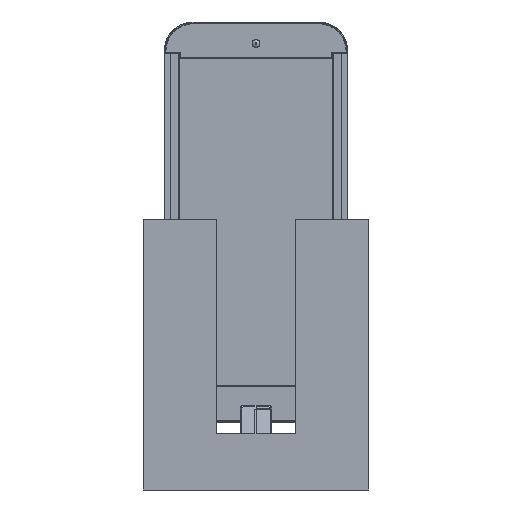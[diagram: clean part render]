
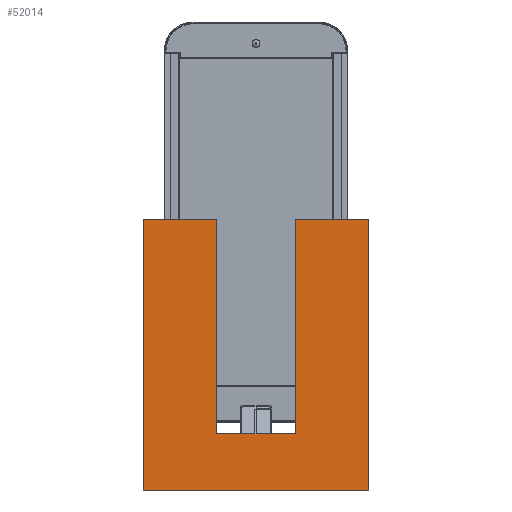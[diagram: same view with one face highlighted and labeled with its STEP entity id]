
A CAD part, front view. The second image highlights one B-rep face of the part: STEP entity #52014.
In plain terms, the highlighted face is planar.
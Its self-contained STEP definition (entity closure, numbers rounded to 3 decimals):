
#900 = VECTOR ( 'NONE', #20960, 1000. ) ;
#1042 = DIRECTION ( 'NONE',  ( 0., -1., 0. ) ) ;
#1960 = LINE ( 'NONE', #5754, #24032 ) ;
#2933 = CARTESIAN_POINT ( 'NONE',  ( -200., 240., 0. ) ) ;
#3164 = FACE_OUTER_BOUND ( 'NONE', #51339, .T. ) ;
#3316 = CARTESIAN_POINT ( 'NONE',  ( -200., -240., 0. ) ) ;
#4572 = EDGE_CURVE ( 'NONE', #50473, #10898, #4943, .T. ) ;
#4833 = CARTESIAN_POINT ( 'NONE',  ( -200., -220., 0. ) ) ;
#4943 = LINE ( 'NONE', #38289, #57452 ) ;
#5726 = LINE ( 'NONE', #11723, #900 ) ;
#5754 = CARTESIAN_POINT ( 'NONE',  ( -70., 220., 0. ) ) ;
#8384 = VERTEX_POINT ( 'NONE', #49357 ) ;
#10510 = VECTOR ( 'NONE', #37374, 1000. ) ;
#10812 = CARTESIAN_POINT ( 'NONE',  ( -180., 240., 0. ) ) ;
#10898 = VERTEX_POINT ( 'NONE', #34735 ) ;
#11300 = EDGE_CURVE ( 'NONE', #15507, #28720, #5726, .T. ) ;
#11723 = CARTESIAN_POINT ( 'NONE',  ( 180., 240., 0. ) ) ;
#12968 = PLANE ( 'NONE',  #16436 ) ;
#13815 = CARTESIAN_POINT ( 'NONE',  ( 50., -140., 0. ) ) ;
#14097 = EDGE_CURVE ( 'NONE', #10898, #15507, #29812, .T. ) ;
#15459 = DIRECTION ( 'NONE',  ( 0., -1., 0. ) ) ;
#15507 = VERTEX_POINT ( 'NONE', #51874 ) ;
#16436 = AXIS2_PLACEMENT_3D ( 'NONE', #61489, #41863, #17732 ) ;
#17732 = DIRECTION ( 'NONE',  ( 0., 1., 0. ) ) ;
#18220 = VECTOR ( 'NONE', #25368, 1000. ) ;
#19417 = LINE ( 'NONE', #10812, #27900 ) ;
#20196 = ORIENTED_EDGE ( 'NONE', *, *, #4572, .F. ) ;
#20960 = DIRECTION ( 'NONE',  ( -1., 0., 0. ) ) ;
#21209 = CARTESIAN_POINT ( 'NONE',  ( 200., -220., 0. ) ) ;
#21858 = ORIENTED_EDGE ( 'NONE', *, *, #38946, .F. ) ;
#22451 = EDGE_CURVE ( 'NONE', #28720, #59358, #34539, .T. ) ;
#24032 = VECTOR ( 'NONE', #45419, 1000. ) ;
#24991 = EDGE_CURVE ( 'NONE', #56718, #50723, #19417, .T. ) ;
#25368 = DIRECTION ( 'NONE',  ( 0., 1., 0. ) ) ;
#27817 = LINE ( 'NONE', #13815, #10510 ) ;
#27900 = VECTOR ( 'NONE', #38791, 1000. ) ;
#28720 = VERTEX_POINT ( 'NONE', #37046 ) ;
#28797 = VECTOR ( 'NONE', #15459, 1000. ) ;
#29812 = LINE ( 'NONE', #21209, #18220 ) ;
#30227 = ORIENTED_EDGE ( 'NONE', *, *, #11300, .F. ) ;
#31248 = CARTESIAN_POINT ( 'NONE',  ( -70., 240., 0. ) ) ;
#32183 = CARTESIAN_POINT ( 'NONE',  ( 70., -140., 0. ) ) ;
#34539 = LINE ( 'NONE', #44360, #28797 ) ;
#34735 = CARTESIAN_POINT ( 'NONE',  ( 200., -240., 0. ) ) ;
#35360 = ORIENTED_EDGE ( 'NONE', *, *, #22451, .F. ) ;
#37046 = CARTESIAN_POINT ( 'NONE',  ( 70., 240., 0. ) ) ;
#37374 = DIRECTION ( 'NONE',  ( -1., 0., 0. ) ) ;
#38289 = CARTESIAN_POINT ( 'NONE',  ( -180., -240., 0. ) ) ;
#38791 = DIRECTION ( 'NONE',  ( -1., 0., 0. ) ) ;
#38946 = EDGE_CURVE ( 'NONE', #59358, #8384, #27817, .T. ) ;
#39662 = ORIENTED_EDGE ( 'NONE', *, *, #14097, .F. ) ;
#41863 = DIRECTION ( 'NONE',  ( 0., 0., 1. ) ) ;
#44360 = CARTESIAN_POINT ( 'NONE',  ( 70., 220., 0. ) ) ;
#44406 = ORIENTED_EDGE ( 'NONE', *, *, #59795, .F. ) ;
#45419 = DIRECTION ( 'NONE',  ( 0., 1., 0. ) ) ;
#49357 = CARTESIAN_POINT ( 'NONE',  ( -70., -140., 0. ) ) ;
#50473 = VERTEX_POINT ( 'NONE', #3316 ) ;
#50723 = VERTEX_POINT ( 'NONE', #2933 ) ;
#50788 = ORIENTED_EDGE ( 'NONE', *, *, #56885, .F. ) ;
#51339 = EDGE_LOOP ( 'NONE', ( #39662, #20196, #50788, #56721, #44406, #21858, #35360, #30227 ) ) ;
#51874 = CARTESIAN_POINT ( 'NONE',  ( 200., 240., 0. ) ) ;
#52014 = ADVANCED_FACE ( 'NONE', ( #3164 ), #12968, .F. ) ;
#52846 = DIRECTION ( 'NONE',  ( 1., 0., 0. ) ) ;
#56718 = VERTEX_POINT ( 'NONE', #31248 ) ;
#56721 = ORIENTED_EDGE ( 'NONE', *, *, #24991, .F. ) ;
#56885 = EDGE_CURVE ( 'NONE', #50723, #50473, #58462, .T. ) ;
#57161 = VECTOR ( 'NONE', #1042, 1000. ) ;
#57452 = VECTOR ( 'NONE', #52846, 1000. ) ;
#58462 = LINE ( 'NONE', #4833, #57161 ) ;
#59358 = VERTEX_POINT ( 'NONE', #32183 ) ;
#59795 = EDGE_CURVE ( 'NONE', #8384, #56718, #1960, .T. ) ;
#61489 = CARTESIAN_POINT ( 'NONE',  ( 180., -220., 0. ) ) ;
